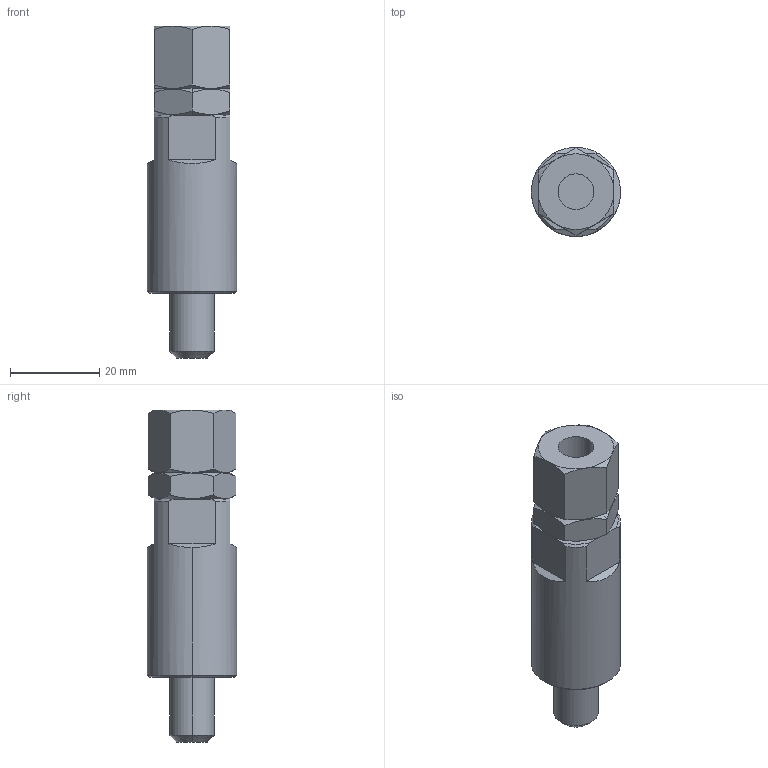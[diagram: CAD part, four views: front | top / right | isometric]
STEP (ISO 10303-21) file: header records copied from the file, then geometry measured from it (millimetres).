
FILE_DESCRIPTION (( 'STEP AP203' ), '1' );
FILE_NAME ('bj333-10060.STEP', '2021-10-25T01:23:25', ( '' ), ( '' ), 'SwSTEP 2.0', 'SolidWorks 2020', '' );
FILE_SCHEMA (( 'CONFIG_CONTROL_DESIGN' ));
Length unit declared in the file: millimetre
Products named in the file (4): bj333-10060; bj333-10060_03; bj333-10060_02; bj333-10060_01
Assembly tree (3 placements, depth 2):
  bj333-10060
    bj333-10060_01
    bj333-10060_02
    bj333-10060_03
Bounding box: 20 x 20 x 74.5 mm (x, y, z)
Volume: 17675.7 mm3; surface area: 7846.2 mm2
Topology: 3 solids, 3 shells, 66 faces, 148 edges, 92 vertices
Faces by surface type: plane 30, cone 24, cylinder 12
Entity records: 2444 total; most frequent: CARTESIAN_POINT 622, ORIENTED_EDGE 296, DIRECTION 292, EDGE_CURVE 148, AXIS2_PLACEMENT_3D 122, VERTEX_POINT 92, EDGE_LOOP 72, ADVANCED_FACE 66
